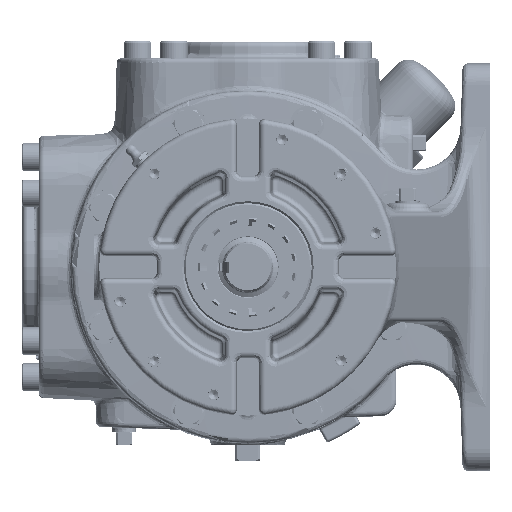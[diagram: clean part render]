
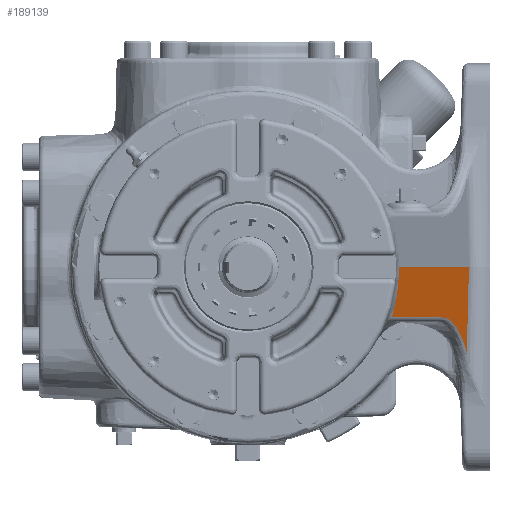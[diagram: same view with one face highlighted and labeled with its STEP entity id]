
A CAD part, left-side view. The second image highlights one B-rep face of the part: STEP entity #189139.
In plain terms, the highlighted planar face has unit normal (-0.342, -0.939, -0.035).
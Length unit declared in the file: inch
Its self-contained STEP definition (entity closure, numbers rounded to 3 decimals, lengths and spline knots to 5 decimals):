
#3953 = EDGE_CURVE ( 'NONE', #36117, #13326, #105914, .T. ) ;
#4637 = ORIENTED_EDGE ( 'NONE', *, *, #278565, .T. ) ;
#8074 = CARTESIAN_POINT ( 'NONE',  ( -6.30062, -4.41085, -1.13419 ) ) ;
#13326 = VERTEX_POINT ( 'NONE', #374010 ) ;
#20882 = CARTESIAN_POINT ( 'NONE',  ( -2.1682, -5.95707, 0. ) ) ;
#25911 = CARTESIAN_POINT ( 'NONE',  ( -9.0955, -3.43574, 0. ) ) ;
#26577 = DIRECTION ( 'NONE',  ( 0.94, -0.342, 0. ) ) ;
#36117 = VERTEX_POINT ( 'NONE', #133553 ) ;
#51241 = ORIENTED_EDGE ( 'NONE', *, *, #149279, .T. ) ;
#63955 = LINE ( 'NONE', #8074, #110884 ) ;
#90048 = CARTESIAN_POINT ( 'NONE',  ( -4.67236, -4.97333, -1.94555 ) ) ;
#99816 = FACE_OUTER_BOUND ( 'NONE', #270380, .T. ) ;
#102111 = DIRECTION ( 'NONE',  ( -0.035, -0.024, 0.999 ) ) ;
#105914 =( BOUNDED_CURVE ( )  B_SPLINE_CURVE ( 3, ( #25911, #142930, #348242, #265643 ),
 .UNSPECIFIED., .F., .T. ) 
 B_SPLINE_CURVE_WITH_KNOTS ( ( 4, 4 ),
 ( 3.11242, 3.37495 ),
 .UNSPECIFIED. ) 
 CURVE ( )  GEOMETRIC_REPRESENTATION_ITEM ( )  RATIONAL_B_SPLINE_CURVE ( ( 1., 0.994, 0.994, 1. ) ) 
 REPRESENTATION_ITEM ( '' )  );
#106071 =( BOUNDED_CURVE ( )  B_SPLINE_CURVE ( 3, ( #120661, #174422, #322033, #90048 ),
 .UNSPECIFIED., .F., .T. ) 
 B_SPLINE_CURVE_WITH_KNOTS ( ( 4, 4 ),
 ( 4.81414, 5.71965 ),
 .UNSPECIFIED. ) 
 CURVE ( )  GEOMETRIC_REPRESENTATION_ITEM ( )  RATIONAL_B_SPLINE_CURVE ( ( 1., 0.933, 0.933, 1. ) ) 
 REPRESENTATION_ITEM ( '' )  );
#108585 = VECTOR ( 'NONE', #239239, 39.37008 ) ;
#110884 = VECTOR ( 'NONE', #153967, 39.37008 ) ;
#111077 = DIRECTION ( 'NONE',  ( -0.342, -0.939, -0.035 ) ) ;
#120661 = CARTESIAN_POINT ( 'NONE',  ( -6.34025, -4.39642, -1.13419 ) ) ;
#129749 = EDGE_CURVE ( 'NONE', #36117, #346957, #296818, .T. ) ;
#133553 = CARTESIAN_POINT ( 'NONE',  ( -9.0955, -3.43574, 0. ) ) ;
#142930 = CARTESIAN_POINT ( 'NONE',  ( -9.06472, -3.43268, -0.38395 ) ) ;
#149279 = EDGE_CURVE ( 'NONE', #13326, #187117, #63955, .T. ) ;
#153967 = DIRECTION ( 'NONE',  ( 0.94, -0.342, 0. ) ) ;
#155414 = PLANE ( 'NONE',  #235066 ) ;
#174422 = CARTESIAN_POINT ( 'NONE',  ( -5.67748, -4.63765, -1.13419 ) ) ;
#186857 = CARTESIAN_POINT ( 'NONE',  ( -4.7403, -5.02091, 0. ) ) ;
#187117 = VERTEX_POINT ( 'NONE', #210217 ) ;
#189139 = ADVANCED_FACE ( 'NONE', ( #99816 ), #155414, .T. ) ;
#207352 = ORIENTED_EDGE ( 'NONE', *, *, #3953, .T. ) ;
#209151 = ORIENTED_EDGE ( 'NONE', *, *, #271956, .T. ) ;
#210217 = CARTESIAN_POINT ( 'NONE',  ( -6.34025, -4.39642, -1.13419 ) ) ;
#212399 = CARTESIAN_POINT ( 'NONE',  ( -2.1682, -5.95707, 0. ) ) ;
#219077 = LINE ( 'NONE', #274643, #276325 ) ;
#235066 = AXIS2_PLACEMENT_3D ( 'NONE', #20882, #111077, #26577 ) ;
#239239 = DIRECTION ( 'NONE',  ( 0.94, -0.342, 0. ) ) ;
#265643 = CARTESIAN_POINT ( 'NONE',  ( -9.41643, -3.27679, -1.13419 ) ) ;
#268568 = CARTESIAN_POINT ( 'NONE',  ( -4.67236, -4.97333, -1.94555 ) ) ;
#270380 = EDGE_LOOP ( 'NONE', ( #337653, #207352, #51241, #209151, #4637 ) ) ;
#271956 = EDGE_CURVE ( 'NONE', #187117, #283869, #106071, .T. ) ;
#274643 = CARTESIAN_POINT ( 'NONE',  ( -4.73797, -5.01927, -0.06681 ) ) ;
#276325 = VECTOR ( 'NONE', #102111, 39.37008 ) ;
#278565 = EDGE_CURVE ( 'NONE', #283869, #346957, #219077, .T. ) ;
#283869 = VERTEX_POINT ( 'NONE', #268568 ) ;
#296818 = LINE ( 'NONE', #212399, #108585 ) ;
#322033 = CARTESIAN_POINT ( 'NONE',  ( -5.08148, -4.8438, -1.42412 ) ) ;
#337653 = ORIENTED_EDGE ( 'NONE', *, *, #129749, .F. ) ;
#346957 = VERTEX_POINT ( 'NONE', #186857 ) ;
#348242 = CARTESIAN_POINT ( 'NONE',  ( -9.17231, -3.37939, -0.76419 ) ) ;
#374010 = CARTESIAN_POINT ( 'NONE',  ( -9.41643, -3.27679, -1.13419 ) ) ;
